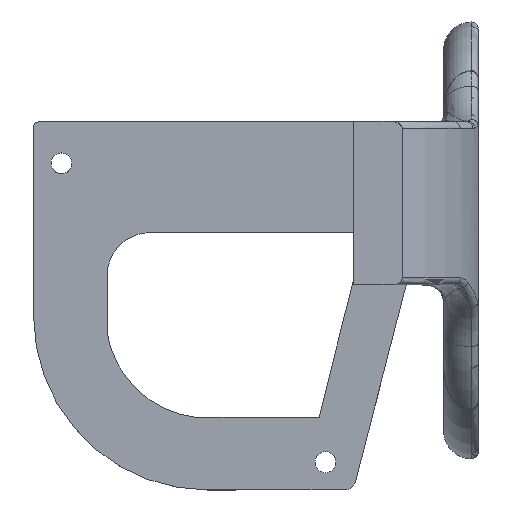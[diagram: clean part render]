
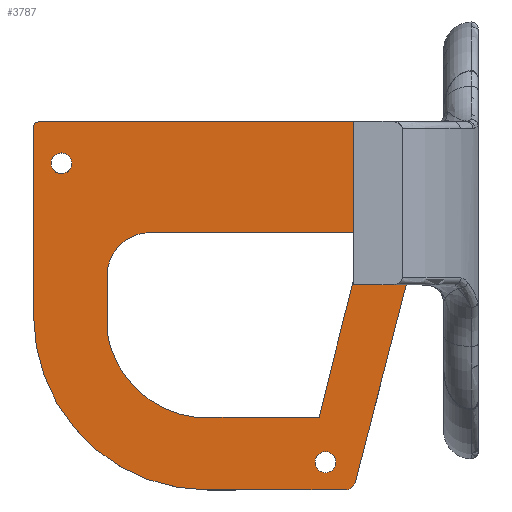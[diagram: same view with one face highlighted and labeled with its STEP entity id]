
A CAD part, top view. The second image highlights one B-rep face of the part: STEP entity #3787.
In plain terms, the highlighted planar face has unit normal (0, 0, 1).
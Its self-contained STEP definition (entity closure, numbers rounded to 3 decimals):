
#94=FACE_BOUND('',#963,.T.);
#95=FACE_BOUND('',#964,.T.);
#149=LINE('',#6184,#345);
#156=LINE('',#6207,#352);
#160=LINE('',#6215,#356);
#164=LINE('',#6223,#360);
#170=LINE('',#6237,#366);
#172=LINE('',#6241,#368);
#174=LINE('',#6244,#370);
#185=LINE('',#6754,#381);
#187=LINE('',#6855,#383);
#206=LINE('',#7828,#402);
#207=LINE('',#7907,#403);
#208=LINE('',#7911,#404);
#209=LINE('',#7914,#405);
#210=LINE('',#7916,#406);
#211=LINE('',#7917,#407);
#345=VECTOR('',#4500,10.);
#352=VECTOR('',#4521,10.);
#356=VECTOR('',#4525,10.);
#360=VECTOR('',#4529,10.);
#366=VECTOR('',#4541,10.);
#368=VECTOR('',#4545,10.);
#370=VECTOR('',#4549,10.);
#381=VECTOR('',#4624,10.);
#383=VECTOR('',#4638,10.);
#402=VECTOR('',#4767,10.);
#403=VECTOR('',#4786,10.);
#404=VECTOR('',#4789,10.);
#405=VECTOR('',#4792,10.);
#406=VECTOR('',#4793,10.);
#407=VECTOR('',#4794,10.);
#526=PLANE('',#4097);
#726=FACE_OUTER_BOUND('',#962,.T.);
#962=EDGE_LOOP('',(#2926,#2927,#2928,#2929,#2930,#2931,#2932,#2933,#2934,
#2935,#2936,#2937,#2938,#2939,#2940,#2941,#2942,#2943,#2944,#2945,#2946));
#963=EDGE_LOOP('',(#2947));
#964=EDGE_LOOP('',(#2948));
#1211=B_SPLINE_CURVE_WITH_KNOTS('',3,(#7890,#7891,#7892,#7893,#7894,#7895,
#7896,#7897,#7898),.UNSPECIFIED.,.F.,.F.,(4,3,2,4),(-0.164,
0.,0.169,0.248),.UNSPECIFIED.);
#1289=CIRCLE('',#3986,14.625);
#1291=CIRCLE('',#3989,6.216);
#1352=CIRCLE('',#4098,0.8);
#1353=CIRCLE('',#4099,25.);
#1354=CIRCLE('',#4100,1.5);
#1355=CIRCLE('',#4101,1.5);
#1356=CIRCLE('',#4102,1.5);
#1573=VERTEX_POINT('',#6182);
#1574=VERTEX_POINT('',#6183);
#1577=VERTEX_POINT('',#6191);
#1579=VERTEX_POINT('',#6197);
#1581=VERTEX_POINT('',#6203);
#1583=VERTEX_POINT('',#6206);
#1586=VERTEX_POINT('',#6212);
#1587=VERTEX_POINT('',#6214);
#1590=VERTEX_POINT('',#6220);
#1591=VERTEX_POINT('',#6222);
#1596=VERTEX_POINT('',#6236);
#1597=VERTEX_POINT('',#6240);
#1635=VERTEX_POINT('',#6752);
#1643=VERTEX_POINT('',#6854);
#1700=VERTEX_POINT('',#7887);
#1702=VERTEX_POINT('',#7904);
#1703=VERTEX_POINT('',#7906);
#1704=VERTEX_POINT('',#7908);
#1705=VERTEX_POINT('',#7910);
#1706=VERTEX_POINT('',#7912);
#1707=VERTEX_POINT('',#7915);
#1708=VERTEX_POINT('',#7918);
#1709=VERTEX_POINT('',#7920);
#1960=EDGE_CURVE('',#1573,#1574,#149,.T.);
#1964=EDGE_CURVE('',#1574,#1577,#1289,.T.);
#1967=EDGE_CURVE('',#1579,#1573,#1291,.T.);
#1971=EDGE_CURVE('',#1583,#1581,#156,.T.);
#1975=EDGE_CURVE('',#1586,#1587,#160,.T.);
#1979=EDGE_CURVE('',#1591,#1590,#164,.T.);
#1986=EDGE_CURVE('',#1596,#1587,#170,.T.);
#1988=EDGE_CURVE('',#1590,#1597,#172,.T.);
#1990=EDGE_CURVE('',#1591,#1579,#174,.T.);
#2048=EDGE_CURVE('',#1586,#1635,#185,.T.);
#2061=EDGE_CURVE('',#1643,#1583,#187,.T.);
#2155=EDGE_CURVE('',#1597,#1596,#206,.T.);
#2161=EDGE_CURVE('',#1700,#1643,#1211,.T.);
#2164=EDGE_CURVE('',#1635,#1702,#1352,.T.);
#2165=EDGE_CURVE('',#1703,#1702,#207,.T.);
#2166=EDGE_CURVE('',#1703,#1704,#1353,.T.);
#2167=EDGE_CURVE('',#1705,#1704,#208,.T.);
#2168=EDGE_CURVE('',#1705,#1706,#1354,.T.);
#2169=EDGE_CURVE('',#1706,#1700,#209,.T.);
#2170=EDGE_CURVE('',#1581,#1707,#210,.T.);
#2171=EDGE_CURVE('',#1577,#1707,#211,.T.);
#2172=EDGE_CURVE('',#1708,#1708,#1355,.T.);
#2173=EDGE_CURVE('',#1709,#1709,#1356,.T.);
#2926=ORIENTED_EDGE('',*,*,#2164,.T.);
#2927=ORIENTED_EDGE('',*,*,#2165,.F.);
#2928=ORIENTED_EDGE('',*,*,#2166,.T.);
#2929=ORIENTED_EDGE('',*,*,#2167,.F.);
#2930=ORIENTED_EDGE('',*,*,#2168,.T.);
#2931=ORIENTED_EDGE('',*,*,#2169,.T.);
#2932=ORIENTED_EDGE('',*,*,#2161,.T.);
#2933=ORIENTED_EDGE('',*,*,#2061,.T.);
#2934=ORIENTED_EDGE('',*,*,#1971,.T.);
#2935=ORIENTED_EDGE('',*,*,#2170,.T.);
#2936=ORIENTED_EDGE('',*,*,#2171,.F.);
#2937=ORIENTED_EDGE('',*,*,#1964,.F.);
#2938=ORIENTED_EDGE('',*,*,#1960,.F.);
#2939=ORIENTED_EDGE('',*,*,#1967,.F.);
#2940=ORIENTED_EDGE('',*,*,#1990,.F.);
#2941=ORIENTED_EDGE('',*,*,#1979,.T.);
#2942=ORIENTED_EDGE('',*,*,#1988,.T.);
#2943=ORIENTED_EDGE('',*,*,#2155,.T.);
#2944=ORIENTED_EDGE('',*,*,#1986,.T.);
#2945=ORIENTED_EDGE('',*,*,#1975,.F.);
#2946=ORIENTED_EDGE('',*,*,#2048,.T.);
#2947=ORIENTED_EDGE('',*,*,#2172,.F.);
#2948=ORIENTED_EDGE('',*,*,#2173,.F.);
#3787=ADVANCED_FACE('',(#726,#94,#95),#526,.F.);
#3986=AXIS2_PLACEMENT_3D('',#6192,#4506,#4507);
#3989=AXIS2_PLACEMENT_3D('',#6198,#4513,#4514);
#4097=AXIS2_PLACEMENT_3D('',#7903,#4782,#4783);
#4098=AXIS2_PLACEMENT_3D('',#7905,#4784,#4785);
#4099=AXIS2_PLACEMENT_3D('',#7909,#4787,#4788);
#4100=AXIS2_PLACEMENT_3D('',#7913,#4790,#4791);
#4101=AXIS2_PLACEMENT_3D('',#7919,#4795,#4796);
#4102=AXIS2_PLACEMENT_3D('',#7921,#4797,#4798);
#4500=DIRECTION('',(0.,-1.,0.));
#4506=DIRECTION('center_axis',(0.,0.,
1.));
#4507=DIRECTION('ref_axis',(-0.112,-0.994,0.));
#4513=DIRECTION('center_axis',(0.,0.,
1.));
#4514=DIRECTION('ref_axis',(-1.,0.,0.));
#4521=DIRECTION('',(0.,1.,0.));
#4525=DIRECTION('',(0.,-1.,0.));
#4529=DIRECTION('',(0.,-1.,0.));
#4541=DIRECTION('',(-1.,0.,0.));
#4545=DIRECTION('',(1.,0.,0.));
#4549=DIRECTION('',(-1.,0.,0.));
#4624=DIRECTION('',(-1.,0.,0.));
#4638=DIRECTION('',(-1.,0.,0.));
#4767=DIRECTION('',(0.,1.,0.));
#4782=DIRECTION('center_axis',(0.,0.,
-1.));
#4783=DIRECTION('ref_axis',(-1.,0.,0.));
#4784=DIRECTION('center_axis',(0.,0.,
1.));
#4785=DIRECTION('ref_axis',(-0.707,0.707,0.));
#4786=DIRECTION('',(0.,1.,0.));
#4787=DIRECTION('center_axis',(0.,0.,
1.));
#4788=DIRECTION('ref_axis',(-0.707,-0.707,0.));
#4789=DIRECTION('',(-1.,0.,0.));
#4790=DIRECTION('center_axis',(0.,0.,
1.));
#4791=DIRECTION('ref_axis',(0.612,-0.791,0.));
#4792=DIRECTION('',(0.25,0.968,0.));
#4793=DIRECTION('',(-0.243,-0.97,0.));
#4794=DIRECTION('',(1.,0.,0.));
#4795=DIRECTION('center_axis',(0.,0.,
1.));
#4796=DIRECTION('ref_axis',(-1.,0.,0.));
#4797=DIRECTION('center_axis',(0.,0.,
1.));
#4798=DIRECTION('ref_axis',(-1.,0.,0.));
#6182=CARTESIAN_POINT('',(12.568,27.913,88.377));
#6183=CARTESIAN_POINT('',(12.568,19.726,88.377));
#6184=CARTESIAN_POINT('',(12.568,33.504,88.377));
#6191=CARTESIAN_POINT('',(25.36,7.563,88.377));
#6192=CARTESIAN_POINT('Origin',(27.,22.096,88.377));
#6197=CARTESIAN_POINT('',(18.178,34.099,88.377));
#6198=CARTESIAN_POINT('Origin',(18.784,27.913,88.377));
#6203=CARTESIAN_POINT('',(48.,27.202,88.377));
#6206=CARTESIAN_POINT('',(48.,26.596,88.377));
#6207=CARTESIAN_POINT('',(48.,25.248,88.377));
#6212=CARTESIAN_POINT('',(48.,50.096,88.377));
#6214=CARTESIAN_POINT('',(48.,48.73,88.377));
#6215=CARTESIAN_POINT('',(48.,49.096,88.377));
#6220=CARTESIAN_POINT('',(48.,27.999,88.377));
#6222=CARTESIAN_POINT('',(48.,34.099,88.377));
#6223=CARTESIAN_POINT('',(48.,29.524,88.377));
#6236=CARTESIAN_POINT('',(51.559,48.73,88.377));
#6237=CARTESIAN_POINT('',(51.559,48.73,88.377));
#6240=CARTESIAN_POINT('',(51.559,27.999,88.377));
#6241=CARTESIAN_POINT('',(50.669,27.999,88.377));
#6244=CARTESIAN_POINT('',(46.5,34.099,88.377));
#6752=CARTESIAN_POINT('',(2.8,50.096,88.377));
#6754=CARTESIAN_POINT('',(45.,50.096,88.377));
#6854=CARTESIAN_POINT('',(51.235,26.596,88.377));
#6855=CARTESIAN_POINT('',(52.561,26.596,88.377));
#7828=CARTESIAN_POINT('',(51.559,41.348,88.377));
#7887=CARTESIAN_POINT('',(55.629,26.631,88.377));
#7890=CARTESIAN_POINT('Ctrl Pts',(55.629,26.631,88.377));
#7891=CARTESIAN_POINT('Ctrl Pts',(55.078,26.668,88.377));
#7892=CARTESIAN_POINT('Ctrl Pts',(54.428,26.723,88.377));
#7893=CARTESIAN_POINT('Ctrl Pts',(53.881,26.723,88.377));
#7894=CARTESIAN_POINT('Ctrl Pts',(53.319,26.723,88.377));
#7895=CARTESIAN_POINT('Ctrl Pts',(52.647,26.665,88.377));
#7896=CARTESIAN_POINT('Ctrl Pts',(51.821,26.611,88.377));
#7897=CARTESIAN_POINT('Ctrl Pts',(51.502,26.596,88.377));
#7898=CARTESIAN_POINT('Ctrl Pts',(51.235,26.596,88.377));
#7903=CARTESIAN_POINT('Origin',(45.,39.096,88.377));
#7904=CARTESIAN_POINT('',(2.,49.296,88.377));
#7905=CARTESIAN_POINT('Origin',(2.8,49.296,88.377));
#7906=CARTESIAN_POINT('',(2.,22.096,88.377));
#7907=CARTESIAN_POINT('',(2.,39.096,88.377));
#7908=CARTESIAN_POINT('',(27.,-2.904,88.377));
#7909=CARTESIAN_POINT('Origin',(27.,22.096,88.377));
#7910=CARTESIAN_POINT('',(46.838,-2.904,88.377));
#7911=CARTESIAN_POINT('',(45.,-2.904,88.377));
#7912=CARTESIAN_POINT('',(48.291,-1.779,88.377));
#7913=CARTESIAN_POINT('Origin',(46.838,-1.404,88.377));
#7914=CARTESIAN_POINT('',(48.,-2.904,88.377));
#7915=CARTESIAN_POINT('',(43.087,7.563,88.377));
#7916=CARTESIAN_POINT('',(48.,27.202,88.377));
#7917=CARTESIAN_POINT('',(35.18,7.563,88.377));
#7918=CARTESIAN_POINT('',(7.5,44.096,88.377));
#7919=CARTESIAN_POINT('Origin',(6.,44.096,88.377));
#7920=CARTESIAN_POINT('',(45.5,1.096,88.377));
#7921=CARTESIAN_POINT('Origin',(44.,1.096,88.377));
